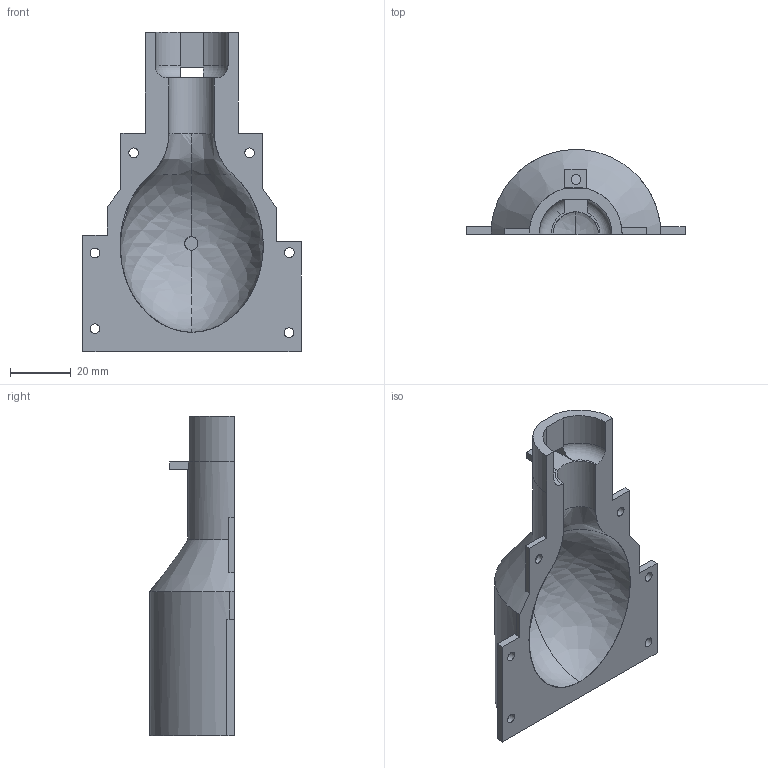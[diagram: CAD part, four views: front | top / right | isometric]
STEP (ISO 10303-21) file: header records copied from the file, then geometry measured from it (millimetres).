
FILE_DESCRIPTION(/* description */ (''),/* implementation_level */ '2;1');
FILE_NAME(/* name */ 'Submucosal_mold_ext_2.step',/* time_stamp */ '2021-05-21T10:25:44+02:00',/* author */ (''),/* organization */ (''),/* preprocessor_version */ 'ST-DEVELOPER v18.1',/* originating_system */ 'Autodesk Translation Framework v10.6.0.1341',/* authorisation */ '');
FILE_SCHEMA (('AUTOMOTIVE_DESIGN { 1 0 10303 214 3 1 1 }'));
Length unit declared in the file: millimetre
Products named in the file (2): moule_2; mold_out
Assembly tree (1 placements, depth 2):
  moule_2
    mold_out
Bounding box: 71.97 x 28 x 105.24 mm (x, y, z)
Volume: 49310.3 mm3; surface area: 17841.6 mm2
Topology: 1 solids, 1 shells, 60 faces, 168 edges, 109 vertices
Faces by surface type: plane 32, cylinder 17, bspline 8, torus 2, cone 1
Full cylindrical faces by diameter (mm): 3.2 x7, 4.4 x1
Entity records: 2916 total; most frequent: CARTESIAN_POINT 1341, ORIENTED_EDGE 336, DIRECTION 283, EDGE_CURVE 168, VERTEX_POINT 109, AXIS2_PLACEMENT_3D 95, LINE 93, VECTOR 93
